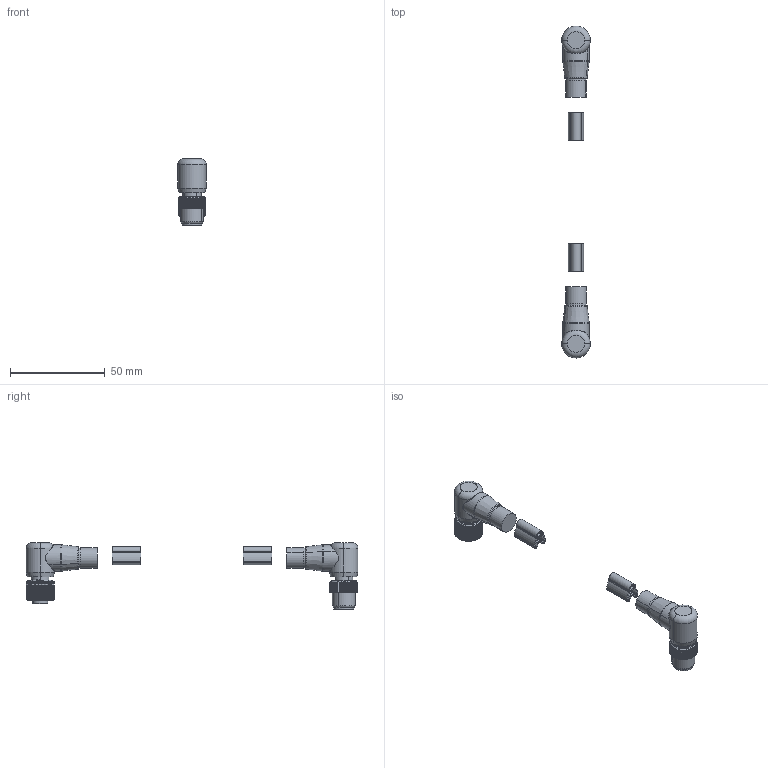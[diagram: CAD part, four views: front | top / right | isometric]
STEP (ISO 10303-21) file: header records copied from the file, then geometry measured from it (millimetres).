
FILE_DESCRIPTION(('CATIA V5 STEP Exchange','CAx-IF Rec.Pracs.--- Model Styling and Organization---1.4--- 2014-01-23'),'2;1');
FILE_NAME ('005163-1_0', '2023-02-08T14:04:18+00:00', ('none'), ('Weidmueller'), 'CATIA Version 5-6 Release 2016 SP3 HF44', 'CATIA V5 STEP AP214', 'none');
FILE_SCHEMA(('AUTOMOTIVE_DESIGN { 1 0 10303 214 1 1 1 1 }'));
Length unit declared in the file: millimetre
Products named in the file (1): 1062150150
Bounding box: 15 x 175 x 35 mm (x, y, z)
Volume: 21902.1 mm3; surface area: 18304.7 mm2
Topology: 33 solids, 33 shells, 2052 faces, 5363 edges, 3418 vertices
Faces by surface type: cylinder 802, plane 639, cone 270, torus 215, bspline 86, extrusion 16, revolution 12, sphere 12
Entity records: 63661 total; most frequent: CARTESIAN_POINT 19281, ORIENTED_EDGE 10642, DIRECTION 6452, EDGE_CURVE 5321, VERTEX_POINT 3418, AXIS2_PLACEMENT_3D 3265, EDGE_LOOP 2217, ADVANCED_FACE 2052
